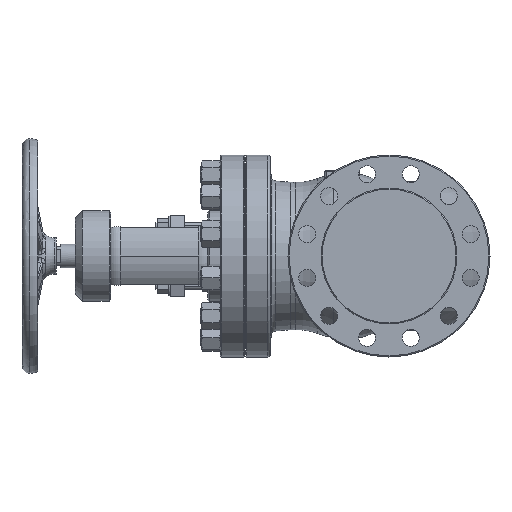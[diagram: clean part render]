
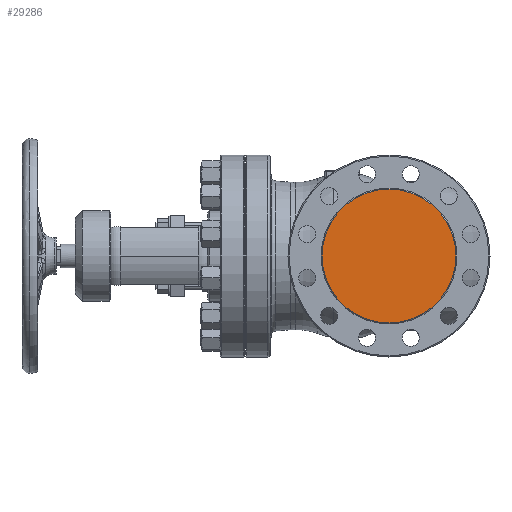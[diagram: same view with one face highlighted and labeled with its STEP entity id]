
A CAD part, left-side view. The second image highlights one B-rep face of the part: STEP entity #29286.
In plain terms, the highlighted planar face has unit normal (-1, 0, 0).
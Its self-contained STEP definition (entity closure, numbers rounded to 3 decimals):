
#1698 = CARTESIAN_POINT ( 'NONE',  ( -325., -142.5, 0. ) ) ;
#2678 = CARTESIAN_POINT ( 'NONE',  ( -325., 0., 0. ) ) ;
#6772 = DIRECTION ( 'NONE',  ( 1., 0., 0. ) ) ;
#7859 = DIRECTION ( 'NONE',  ( 0., -1., 0. ) ) ;
#10041 = CARTESIAN_POINT ( 'NONE',  ( -325., 0., 0. ) ) ;
#12847 = FACE_OUTER_BOUND ( 'NONE', #20586, .T. ) ;
#15286 = DIRECTION ( 'NONE',  ( 0., 1., 0. ) ) ;
#16369 = EDGE_CURVE ( 'NONE', #25309, #65141, #41734, .T. ) ;
#20586 = EDGE_LOOP ( 'NONE', ( #34303, #32194 ) ) ;
#22816 = PLANE ( 'NONE',  #52195 ) ;
#25309 = VERTEX_POINT ( 'NONE', #47059 ) ;
#29286 = ADVANCED_FACE ( 'NONE', ( #12847 ), #22816, .T. ) ;
#30680 = EDGE_CURVE ( 'NONE', #65141, #25309, #58472, .T. ) ;
#32194 = ORIENTED_EDGE ( 'NONE', *, *, #30680, .F. ) ;
#34303 = ORIENTED_EDGE ( 'NONE', *, *, #16369, .F. ) ;
#37595 = CARTESIAN_POINT ( 'NONE',  ( -325., 0., 0. ) ) ;
#38713 = DIRECTION ( 'NONE',  ( -1., 0., 0. ) ) ;
#41734 = CIRCLE ( 'NONE', #47034, 142.5 ) ;
#42793 = DIRECTION ( 'NONE',  ( 0., 1., 0. ) ) ;
#46138 = DIRECTION ( 'NONE',  ( 1., 0., 0. ) ) ;
#47034 = AXIS2_PLACEMENT_3D ( 'NONE', #10041, #46138, #15286 ) ;
#47059 = CARTESIAN_POINT ( 'NONE',  ( -325., 142.5, 0. ) ) ;
#52195 = AXIS2_PLACEMENT_3D ( 'NONE', #2678, #38713, #7859 ) ;
#58472 = CIRCLE ( 'NONE', #59220, 142.5 ) ;
#59220 = AXIS2_PLACEMENT_3D ( 'NONE', #37595, #6772, #42793 ) ;
#65141 = VERTEX_POINT ( 'NONE', #1698 ) ;
